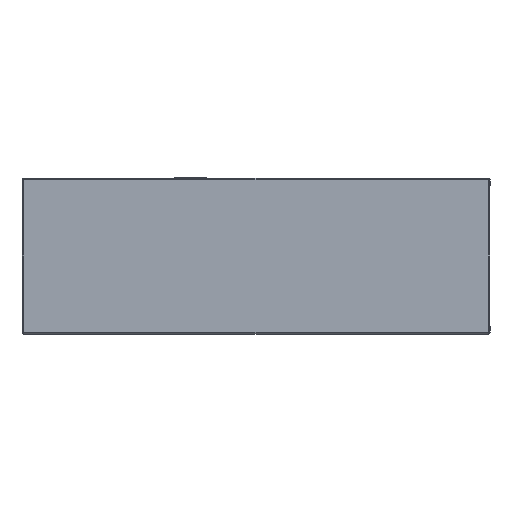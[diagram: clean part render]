
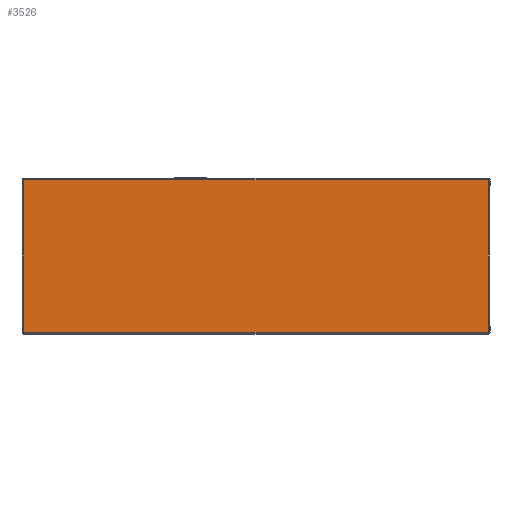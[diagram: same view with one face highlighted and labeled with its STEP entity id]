
A CAD part, left-side view. The second image highlights one B-rep face of the part: STEP entity #3526.
In plain terms, the highlighted planar face has unit normal (-1, 0, 0).
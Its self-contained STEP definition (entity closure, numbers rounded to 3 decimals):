
#33 = VERTEX_POINT ( 'NONE', #1040 ) ;
#291 = DIRECTION ( 'NONE',  ( 0., 0., 1. ) ) ;
#313 = CARTESIAN_POINT ( 'NONE',  ( -1., -0.6, 0.02 ) ) ;
#323 = VERTEX_POINT ( 'NONE', #1194 ) ;
#326 = CARTESIAN_POINT ( 'NONE',  ( -1., 0.595, 0.02 ) ) ;
#726 = DIRECTION ( 'NONE',  ( 0., 0., -1. ) ) ;
#901 = CARTESIAN_POINT ( 'NONE',  ( -1., -0.595, 0.02 ) ) ;
#923 = ORIENTED_EDGE ( 'NONE', *, *, #3568, .T. ) ;
#967 = LINE ( 'NONE', #5191, #3261 ) ;
#969 = LINE ( 'NONE', #326, #4318 ) ;
#1040 = CARTESIAN_POINT ( 'NONE',  ( -1., 0.595, 0.005 ) ) ;
#1138 = PLANE ( 'NONE',  #1804 ) ;
#1167 = DIRECTION ( 'NONE',  ( 0., 0., -1. ) ) ;
#1194 = CARTESIAN_POINT ( 'NONE',  ( -1., -0.595, 0.395 ) ) ;
#1325 = ORIENTED_EDGE ( 'NONE', *, *, #5146, .T. ) ;
#1728 = LINE ( 'NONE', #901, #5161 ) ;
#1804 = AXIS2_PLACEMENT_3D ( 'NONE', #313, #3329, #726 ) ;
#2104 = EDGE_CURVE ( 'NONE', #3996, #323, #1728, .T. ) ;
#2208 = ORIENTED_EDGE ( 'NONE', *, *, #2957, .T. ) ;
#2957 = EDGE_CURVE ( 'NONE', #33, #3996, #3358, .T. ) ;
#3218 = DIRECTION ( 'NONE',  ( 0., -1., 0. ) ) ;
#3261 = VECTOR ( 'NONE', #5615, 1000. ) ;
#3329 = DIRECTION ( 'NONE',  ( 1., 0., 0. ) ) ;
#3358 = LINE ( 'NONE', #3543, #3777 ) ;
#3526 = ADVANCED_FACE ( 'NONE', ( #4944 ), #1138, .F. ) ;
#3543 = CARTESIAN_POINT ( 'NONE',  ( -1., -0.6, 0.005 ) ) ;
#3568 = EDGE_CURVE ( 'NONE', #323, #4595, #967, .T. ) ;
#3762 = CARTESIAN_POINT ( 'NONE',  ( -1., 0.595, 0.395 ) ) ;
#3777 = VECTOR ( 'NONE', #3218, 1000. ) ;
#3996 = VERTEX_POINT ( 'NONE', #4844 ) ;
#4000 = ORIENTED_EDGE ( 'NONE', *, *, #2104, .T. ) ;
#4318 = VECTOR ( 'NONE', #1167, 1000. ) ;
#4595 = VERTEX_POINT ( 'NONE', #3762 ) ;
#4844 = CARTESIAN_POINT ( 'NONE',  ( -1., -0.595, 0.005 ) ) ;
#4944 = FACE_OUTER_BOUND ( 'NONE', #5648, .T. ) ;
#5146 = EDGE_CURVE ( 'NONE', #4595, #33, #969, .T. ) ;
#5161 = VECTOR ( 'NONE', #291, 1000. ) ;
#5191 = CARTESIAN_POINT ( 'NONE',  ( -1., -0.6, 0.395 ) ) ;
#5615 = DIRECTION ( 'NONE',  ( 0., 1., 0. ) ) ;
#5648 = EDGE_LOOP ( 'NONE', ( #923, #1325, #2208, #4000 ) ) ;
